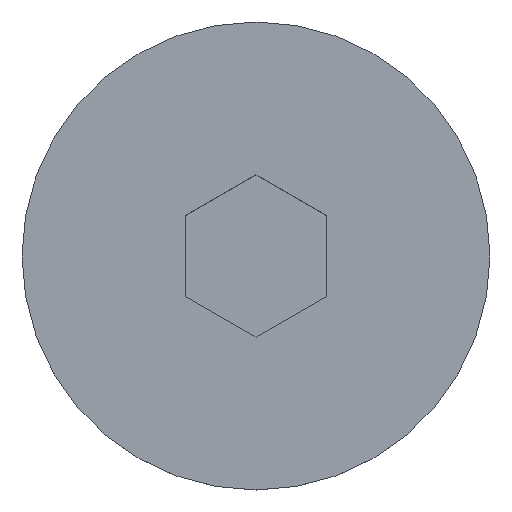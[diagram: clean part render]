
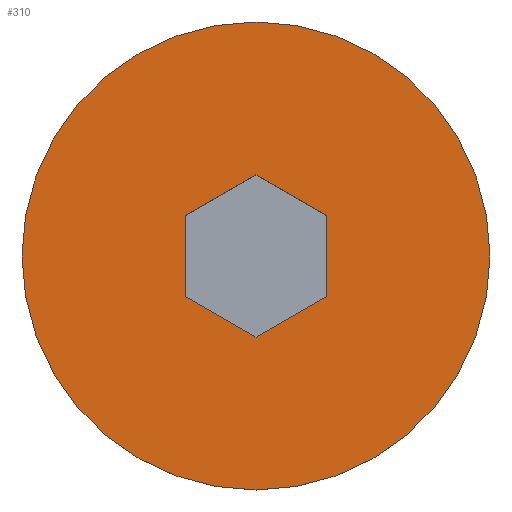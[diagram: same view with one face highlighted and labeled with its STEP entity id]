
A CAD part, top view. The second image highlights one B-rep face of the part: STEP entity #310.
In plain terms, the highlighted planar face has unit normal (0, 0, 1).
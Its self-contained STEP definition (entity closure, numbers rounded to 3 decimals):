
#15 = DIRECTION ( 'NONE',  ( 0., 0., -1. ) ) ;
#23 = LINE ( 'NONE', #103, #142 ) ;
#24 = LINE ( 'NONE', #92, #98 ) ;
#26 = DIRECTION ( 'NONE',  ( 0., 0., -1. ) ) ;
#34 = DIRECTION ( 'NONE',  ( 0., -1., 0. ) ) ;
#37 = CARTESIAN_POINT ( 'NONE',  ( 0., 1.732, 0. ) ) ;
#44 = EDGE_CURVE ( 'NONE', #105, #409, #313, .T. ) ;
#46 = DIRECTION ( 'NONE',  ( 0., 1., 0. ) ) ;
#52 = EDGE_CURVE ( 'NONE', #497, #431, #245, .T. ) ;
#57 = EDGE_LOOP ( 'NONE', ( #169, #202, #208, #267, #395, #172 ) ) ;
#59 = CARTESIAN_POINT ( 'NONE',  ( 2.5, 0., 0. ) ) ;
#67 = DIRECTION ( 'NONE',  ( 0., 0., 1. ) ) ;
#68 = CARTESIAN_POINT ( 'NONE',  ( 1.5, -0.866, 0. ) ) ;
#92 = CARTESIAN_POINT ( 'NONE',  ( -1.5, 0.866, 0. ) ) ;
#97 = VECTOR ( 'NONE', #406, 1000. ) ;
#98 = VECTOR ( 'NONE', #46, 1000. ) ;
#103 = CARTESIAN_POINT ( 'NONE',  ( -1.5, -0.866, 0. ) ) ;
#105 = VERTEX_POINT ( 'NONE', #239 ) ;
#107 = CARTESIAN_POINT ( 'NONE',  ( 0., 1.732, 0. ) ) ;
#114 = DIRECTION ( 'NONE',  ( -0.866, 0.5, 0. ) ) ;
#139 = VERTEX_POINT ( 'NONE', #382 ) ;
#142 = VECTOR ( 'NONE', #114, 1000. ) ;
#143 = VERTEX_POINT ( 'NONE', #428 ) ;
#169 = ORIENTED_EDGE ( 'NONE', *, *, #44, .T. ) ;
#172 = ORIENTED_EDGE ( 'NONE', *, *, #303, .T. ) ;
#174 = CARTESIAN_POINT ( 'NONE',  ( 1.5, 0.866, 0. ) ) ;
#182 = CARTESIAN_POINT ( 'NONE',  ( -5., 0., 0. ) ) ;
#194 = EDGE_LOOP ( 'NONE', ( #340, #279 ) ) ;
#198 = VECTOR ( 'NONE', #302, 1000. ) ;
#202 = ORIENTED_EDGE ( 'NONE', *, *, #438, .T. ) ;
#205 = EDGE_CURVE ( 'NONE', #365, #139, #461, .T. ) ;
#208 = ORIENTED_EDGE ( 'NONE', *, *, #417, .T. ) ;
#209 = CARTESIAN_POINT ( 'NONE',  ( 0., 0., 0. ) ) ;
#212 = LINE ( 'NONE', #174, #97 ) ;
#223 = EDGE_CURVE ( 'NONE', #143, #497, #24, .T. ) ;
#224 = CARTESIAN_POINT ( 'NONE',  ( 1.5, -0.866, 0. ) ) ;
#234 = CARTESIAN_POINT ( 'NONE',  ( 0., 0., 0. ) ) ;
#239 = CARTESIAN_POINT ( 'NONE',  ( 1.5, 0.866, 0. ) ) ;
#245 = LINE ( 'NONE', #37, #198 ) ;
#267 = ORIENTED_EDGE ( 'NONE', *, *, #223, .T. ) ;
#268 = DIRECTION ( 'NONE',  ( 1., 0., 0. ) ) ;
#279 = ORIENTED_EDGE ( 'NONE', *, *, #205, .F. ) ;
#281 = AXIS2_PLACEMENT_3D ( 'NONE', #209, #26, #284 ) ;
#284 = DIRECTION ( 'NONE',  ( 1., 0., 0. ) ) ;
#301 = AXIS2_PLACEMENT_3D ( 'NONE', #59, #67, #326 ) ;
#302 = DIRECTION ( 'NONE',  ( 0.866, 0.5, 0. ) ) ;
#303 = EDGE_CURVE ( 'NONE', #431, #105, #212, .T. ) ;
#304 = FACE_OUTER_BOUND ( 'NONE', #194, .T. ) ;
#307 = DIRECTION ( 'NONE',  ( -0.866, -0.5, 0. ) ) ;
#310 = ADVANCED_FACE ( 'NONE', ( #370, #304 ), #444, .T. ) ;
#313 = LINE ( 'NONE', #224, #393 ) ;
#326 = DIRECTION ( 'NONE',  ( 1., 0., 0. ) ) ;
#335 = EDGE_CURVE ( 'NONE', #139, #365, #397, .T. ) ;
#340 = ORIENTED_EDGE ( 'NONE', *, *, #335, .F. ) ;
#365 = VERTEX_POINT ( 'NONE', #182 ) ;
#370 = FACE_BOUND ( 'NONE', #57, .T. ) ;
#382 = CARTESIAN_POINT ( 'NONE',  ( 5., 0., 0. ) ) ;
#387 = CARTESIAN_POINT ( 'NONE',  ( -1.5, 0.866, 0. ) ) ;
#393 = VECTOR ( 'NONE', #34, 1000. ) ;
#395 = ORIENTED_EDGE ( 'NONE', *, *, #52, .T. ) ;
#397 = CIRCLE ( 'NONE', #281, 5. ) ;
#406 = DIRECTION ( 'NONE',  ( 0.866, -0.5, 0. ) ) ;
#409 = VERTEX_POINT ( 'NONE', #450 ) ;
#410 = VERTEX_POINT ( 'NONE', #493 ) ;
#414 = VECTOR ( 'NONE', #307, 1000. ) ;
#417 = EDGE_CURVE ( 'NONE', #410, #143, #23, .T. ) ;
#428 = CARTESIAN_POINT ( 'NONE',  ( -1.5, -0.866, 0. ) ) ;
#429 = LINE ( 'NONE', #68, #414 ) ;
#431 = VERTEX_POINT ( 'NONE', #107 ) ;
#438 = EDGE_CURVE ( 'NONE', #409, #410, #429, .T. ) ;
#444 = PLANE ( 'NONE',  #301 ) ;
#450 = CARTESIAN_POINT ( 'NONE',  ( 1.5, -0.866, 0. ) ) ;
#461 = CIRCLE ( 'NONE', #473, 5. ) ;
#473 = AXIS2_PLACEMENT_3D ( 'NONE', #234, #15, #268 ) ;
#493 = CARTESIAN_POINT ( 'NONE',  ( 0., -1.732, 0. ) ) ;
#497 = VERTEX_POINT ( 'NONE', #387 ) ;
